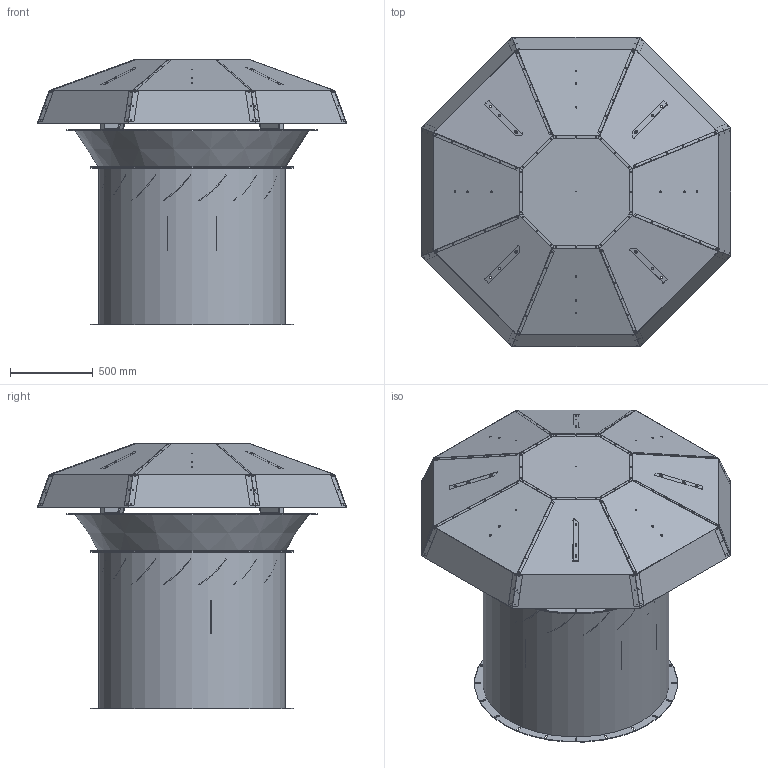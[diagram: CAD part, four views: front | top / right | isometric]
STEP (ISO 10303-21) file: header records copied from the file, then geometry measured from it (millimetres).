
FILE_DESCRIPTION(('STEP AP203'), '1');
FILE_NAME('薹恘 11,2', '', ('UNSPECIFIED'), ('UNSPECIFIED'), 'ASCON STEP Converter 1.3', 'ASCON Math Kernel', '');
FILE_SCHEMA(('CONFIG_CONTROL_DESIGN'));
Length unit declared in the file: millimetre
Products named in the file (1): 薹昜 16-308-11.2
Bounding box: 1865 x 1865 x 1603.3 mm (x, y, z)
Volume: 32350084.9 mm3; surface area: 24376137.3 mm2
Topology: 30 solids, 30 shells, 2638 faces, 7226 edges, 4565 vertices
Faces by surface type: plane 1440, cylinder 755, bspline 436, cone 7
Full cylindrical faces by diameter (mm): 1 x1, 5 x224, 11.3 x24, 16 x8, 70 x1, 80 x1, 90 x2, 90.5 x2, 95 x1, 753.2 x1, 761.2 x1, 1225 x2, 1415 x1, 1515 x1
Entity records: 110680 total; most frequent: CARTESIAN_POINT 24027, ORIENTED_EDGE 13902, DIRECTION 11892, EDGE_CURVE 6951, LINE 4616, VECTOR 4616, VERTEX_POINT 4565, EDGE_LOOP 3774
